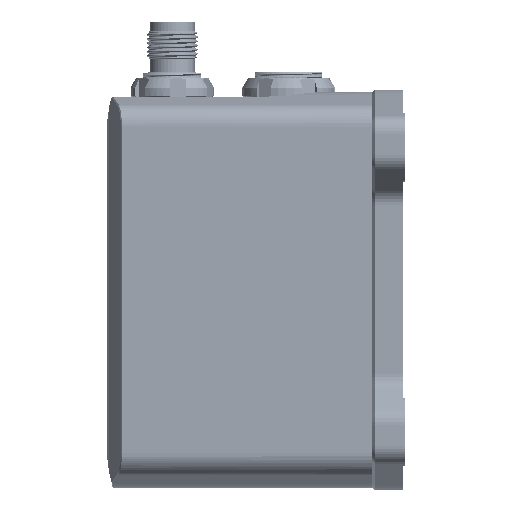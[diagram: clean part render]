
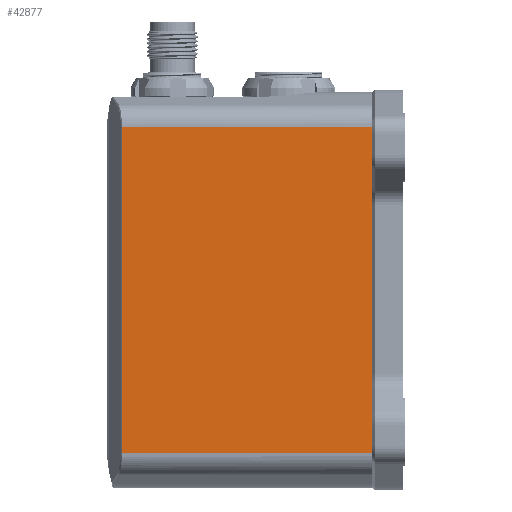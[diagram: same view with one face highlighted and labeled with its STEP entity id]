
A CAD part, left-side view. The second image highlights one B-rep face of the part: STEP entity #42877.
In plain terms, the highlighted planar face has unit normal (-1, 0, 0).
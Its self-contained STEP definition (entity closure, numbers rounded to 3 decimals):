
#5762 = LINE ( 'NONE', #111087, #5802 ) ;
#5793 = LINE ( 'NONE', #111133, #5811 ) ;
#5798 = LINE ( 'NONE', #111195, #5816 ) ;
#5802 = VECTOR ( 'NONE', #111124, 1000. ) ;
#5811 = VECTOR ( 'NONE', #111138, 1000. ) ;
#5813 = LINE ( 'NONE', #111214, #5822 ) ;
#5816 = VECTOR ( 'NONE', #111209, 1000. ) ;
#5822 = VECTOR ( 'NONE', #111218, 1000. ) ;
#27073 = CARTESIAN_POINT ( 'NONE',  ( -41., 0., -35.004 ) ) ;
#27077 = CARTESIAN_POINT ( 'NONE',  ( -41., 53.8, -35.004 ) ) ;
#27078 = CARTESIAN_POINT ( 'NONE',  ( -41., 0., 35.004 ) ) ;
#27081 = CARTESIAN_POINT ( 'NONE',  ( -41., 53.8, 35.004 ) ) ;
#42877 = ADVANCED_FACE ( 'NONE', ( #210145 ), #212081, .F. ) ;
#83269 = EDGE_LOOP ( 'NONE', ( #221556, #221562, #221570, #221577 ) ) ;
#95431 = VERTEX_POINT ( 'NONE', #27073 ) ;
#95439 = VERTEX_POINT ( 'NONE', #27077 ) ;
#95442 = VERTEX_POINT ( 'NONE', #27078 ) ;
#95450 = VERTEX_POINT ( 'NONE', #27081 ) ;
#111087 = CARTESIAN_POINT ( 'NONE',  ( -41., 57., -35.004 ) ) ;
#111124 = DIRECTION ( 'NONE',  ( 0., -1., 0. ) ) ;
#111133 = CARTESIAN_POINT ( 'NONE',  ( -41., 57., 35.004 ) ) ;
#111138 = DIRECTION ( 'NONE',  ( 0., -1., 0. ) ) ;
#111195 = CARTESIAN_POINT ( 'NONE',  ( -41., 53.8, -35.004 ) ) ;
#111209 = DIRECTION ( 'NONE',  ( 0., 0., -1. ) ) ;
#111214 = CARTESIAN_POINT ( 'NONE',  ( -41., 0., -35.004 ) ) ;
#111218 = DIRECTION ( 'NONE',  ( 0., 0., 1. ) ) ;
#132255 = EDGE_CURVE ( 'NONE', #95439, #95431, #5762, .T. ) ;
#132262 = EDGE_CURVE ( 'NONE', #95450, #95442, #5793, .T. ) ;
#132263 = EDGE_CURVE ( 'NONE', #95450, #95439, #5798, .T. ) ;
#132264 = EDGE_CURVE ( 'NONE', #95431, #95442, #5813, .T. ) ;
#200474 = AXIS2_PLACEMENT_3D ( 'NONE', #212072, #212085, #212087 ) ;
#210145 = FACE_OUTER_BOUND ( 'NONE', #83269, .T. ) ;
#212072 = CARTESIAN_POINT ( 'NONE',  ( -41., 57., -35.004 ) ) ;
#212081 = PLANE ( 'NONE',  #200474 ) ;
#212085 = DIRECTION ( 'NONE',  ( 1., 0., 0. ) ) ;
#212087 = DIRECTION ( 'NONE',  ( 0., 0., -1. ) ) ;
#221556 = ORIENTED_EDGE ( 'NONE', *, *, #132262, .F. ) ;
#221562 = ORIENTED_EDGE ( 'NONE', *, *, #132263, .T. ) ;
#221570 = ORIENTED_EDGE ( 'NONE', *, *, #132255, .T. ) ;
#221577 = ORIENTED_EDGE ( 'NONE', *, *, #132264, .T. ) ;
